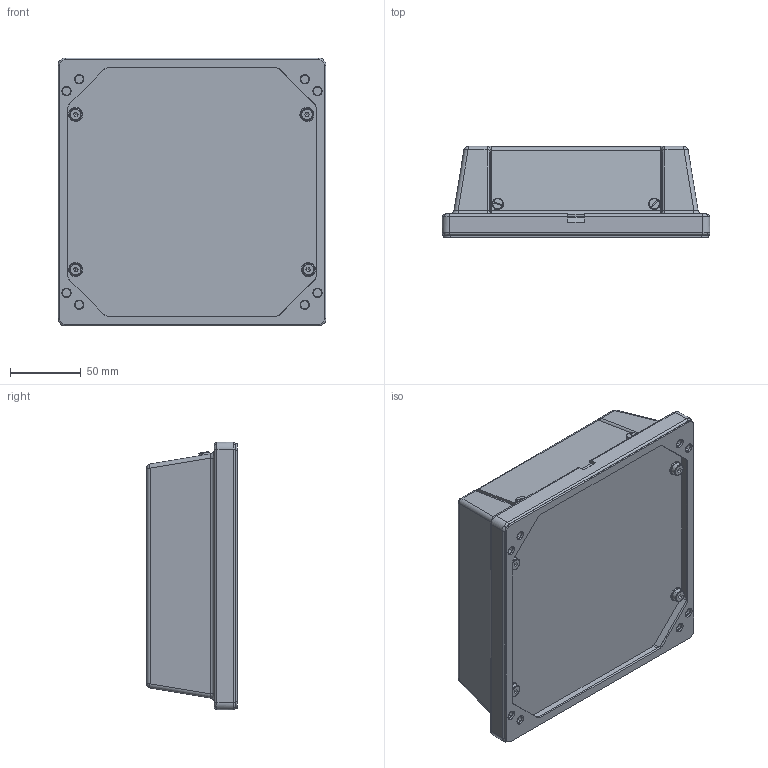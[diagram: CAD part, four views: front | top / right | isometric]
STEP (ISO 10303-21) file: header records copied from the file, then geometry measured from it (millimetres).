
FILE_DESCRIPTION (( 'STEP AP214' ), '1' );
FILE_NAME ('49900020.STEP', '2016-03-03T13:01:36', ( 'Macha' ), ( 'Hewlett-Packard Company' ), 'SwSTEP 2.0', 'SolidWorks 2015', '' );
FILE_SCHEMA (( 'AUTOMOTIVE_DESIGN' ));
Length unit declared in the file: millimetre
Products named in the file (11): 860060.80; 12654; 49900020; 95037; 83003; 93271; 93115; 82021; 82022; 95206
Assembly tree (24 placements, depth 3):
  49900020
    12654
      12654
      860060.80  x8
    95206
    82022
    82021
    93115  x2
    93271  x4
    83003  x4
    95037
Bounding box: 189.95 x 64.5 x 189.95 mm (x, y, z)
Volume: 428275.4 mm3; surface area: 216748.5 mm2
Topology: 23 solids, 23 shells, 852 faces, 2000 edges, 1226 vertices
Faces by surface type: cylinder 372, plane 254, bspline 88, cone 84, torus 40, sphere 14
Entity records: 20244 total; most frequent: CARTESIAN_POINT 6040, DIRECTION 2956, ORIENTED_EDGE 2856, EDGE_CURVE 1428, AXIS2_PLACEMENT_3D 1169, VERTEX_POINT 877, EDGE_LOOP 667, CIRCLE 628
